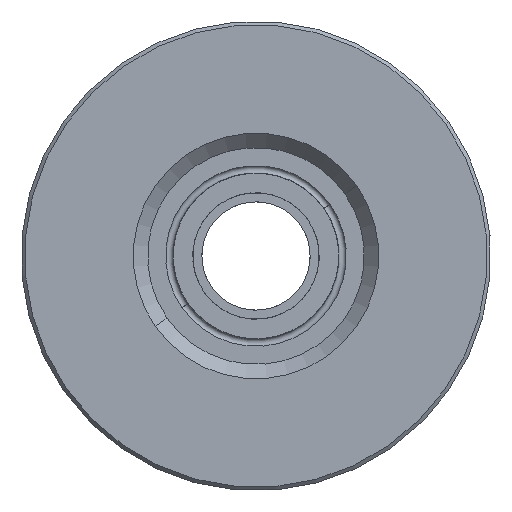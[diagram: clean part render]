
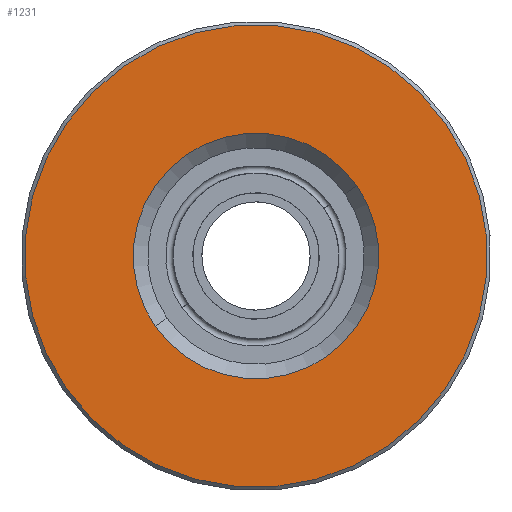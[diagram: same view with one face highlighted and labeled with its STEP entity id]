
A CAD part, front view. The second image highlights one B-rep face of the part: STEP entity #1231.
In plain terms, the highlighted planar face has unit normal (0, -1, 0).
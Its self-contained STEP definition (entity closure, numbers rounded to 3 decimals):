
#163 = DIRECTION ( 'NONE',  ( 0., 0., 1. ) ) ;
#524 = DIRECTION ( 'NONE',  ( 0., 0., 1. ) ) ;
#1231 = ADVANCED_FACE ( 'NONE', ( #5642, #2986 ), #3369, .F. ) ;
#1388 = EDGE_LOOP ( 'NONE', ( #4763, #4644 ) ) ;
#1555 = DIRECTION ( 'NONE',  ( 0., -1., 0. ) ) ;
#1761 = CARTESIAN_POINT ( 'NONE',  ( 0., -4.25, 0. ) ) ;
#1772 = CIRCLE ( 'NONE', #3597, 6.4 ) ;
#1894 = ORIENTED_EDGE ( 'NONE', *, *, #5280, .T. ) ;
#2029 = EDGE_CURVE ( 'NONE', #2303, #3913, #6032, .T. ) ;
#2248 = AXIS2_PLACEMENT_3D ( 'NONE', #2610, #6133, #3130 ) ;
#2257 = VERTEX_POINT ( 'NONE', #6320 ) ;
#2303 = VERTEX_POINT ( 'NONE', #2369 ) ;
#2309 = CARTESIAN_POINT ( 'NONE',  ( 0., -4.25, 3.4 ) ) ;
#2352 = DIRECTION ( 'NONE',  ( 0., 0., 1. ) ) ;
#2369 = CARTESIAN_POINT ( 'NONE',  ( 0., -4.25, 6.4 ) ) ;
#2610 = CARTESIAN_POINT ( 'NONE',  ( 0., -4.25, 0. ) ) ;
#2950 = AXIS2_PLACEMENT_3D ( 'NONE', #4377, #5386, #2352 ) ;
#2986 = FACE_BOUND ( 'NONE', #3168, .T. ) ;
#3130 = DIRECTION ( 'NONE',  ( 0., 0., 1. ) ) ;
#3168 = EDGE_LOOP ( 'NONE', ( #1894, #6137 ) ) ;
#3257 = CARTESIAN_POINT ( 'NONE',  ( 0., -4.25, 0. ) ) ;
#3369 = PLANE ( 'NONE',  #2950 ) ;
#3432 = VERTEX_POINT ( 'NONE', #2309 ) ;
#3597 = AXIS2_PLACEMENT_3D ( 'NONE', #6731, #3732, #524 ) ;
#3732 = DIRECTION ( 'NONE',  ( 0., -1., 0. ) ) ;
#3754 = DIRECTION ( 'NONE',  ( 0., 0., 1. ) ) ;
#3913 = VERTEX_POINT ( 'NONE', #4766 ) ;
#4256 = AXIS2_PLACEMENT_3D ( 'NONE', #1761, #1555, #163 ) ;
#4269 = AXIS2_PLACEMENT_3D ( 'NONE', #3257, #6743, #3754 ) ;
#4279 = EDGE_CURVE ( 'NONE', #3913, #2303, #1772, .T. ) ;
#4317 = EDGE_CURVE ( 'NONE', #3432, #2257, #6581, .T. ) ;
#4377 = CARTESIAN_POINT ( 'NONE',  ( 3., -4.25, 0. ) ) ;
#4644 = ORIENTED_EDGE ( 'NONE', *, *, #4279, .T. ) ;
#4763 = ORIENTED_EDGE ( 'NONE', *, *, #2029, .T. ) ;
#4766 = CARTESIAN_POINT ( 'NONE',  ( 0., -4.25, -6.4 ) ) ;
#4913 = CIRCLE ( 'NONE', #2248, 3.4 ) ;
#5280 = EDGE_CURVE ( 'NONE', #2257, #3432, #4913, .T. ) ;
#5386 = DIRECTION ( 'NONE',  ( 0., 1., 0. ) ) ;
#5642 = FACE_OUTER_BOUND ( 'NONE', #1388, .T. ) ;
#6032 = CIRCLE ( 'NONE', #4256, 6.4 ) ;
#6133 = DIRECTION ( 'NONE',  ( 0., 1., 0. ) ) ;
#6137 = ORIENTED_EDGE ( 'NONE', *, *, #4317, .T. ) ;
#6320 = CARTESIAN_POINT ( 'NONE',  ( 0., -4.25, -3.4 ) ) ;
#6581 = CIRCLE ( 'NONE', #4269, 3.4 ) ;
#6731 = CARTESIAN_POINT ( 'NONE',  ( 0., -4.25, 0. ) ) ;
#6743 = DIRECTION ( 'NONE',  ( 0., 1., 0. ) ) ;
